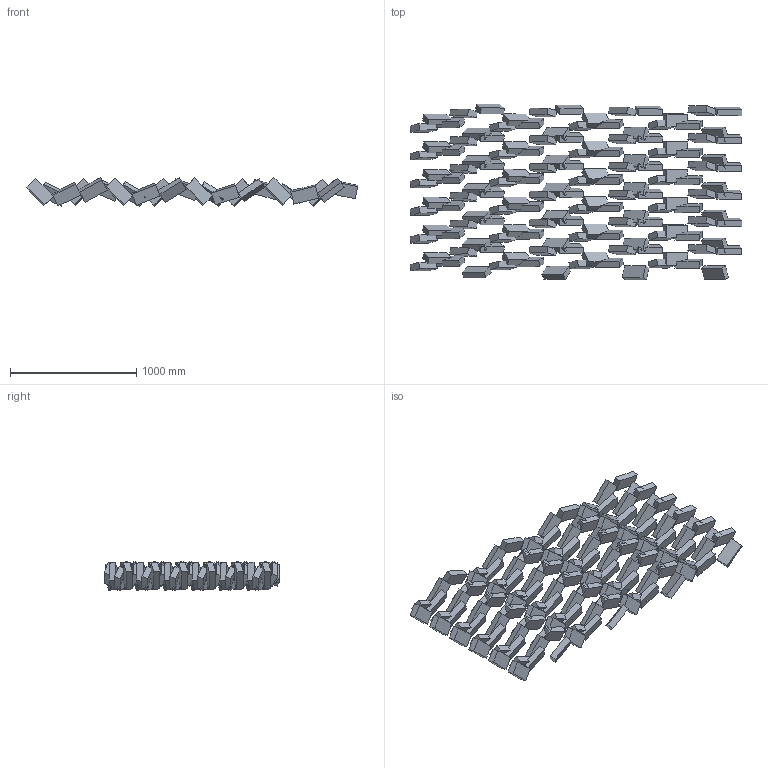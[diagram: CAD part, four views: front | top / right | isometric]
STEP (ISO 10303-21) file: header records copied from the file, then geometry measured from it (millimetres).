
FILE_DESCRIPTION(('Open CASCADE Model'),'2;1');
FILE_NAME('Open CASCADE Shape Model','2024-05-26T11:57:26',('Author'),( 'Open CASCADE'),'Open CASCADE STEP processor 7.7','Open CASCADE 7.7' ,'Unknown');
FILE_SCHEMA(('AUTOMOTIVE_DESIGN { 1 0 10303 214 1 1 1 1 }'));
Length unit declared in the file: millimetre
Products named in the file (54): Open CASCADE STEP translator 7.7 125; Open CASCADE STEP translator 7.7 125.1; Open CASCADE STEP translator 7.7 125.2; Open CASCADE STEP translator 7.7 125.3; Open CASCADE STEP translator 7.7 125.4; Open CASCADE STEP translator 7.7 125.5; Open CASCADE STEP translator 7.7 125.6; Open CASCADE STEP translator 7.7 125.7; Open CASCADE STEP translator 7.7 125.8; Open CASCADE STEP translator 7.7 125.9; Open CASCADE STEP translator 7.7 125.10; Open CASCADE STEP translator 7.7 125.11; Open CASCADE STEP translator 7.7 125.12; Open CASCADE STEP translator 7.7 125.13; Open CASCADE STEP translator 7.7 125.14; Open CASCADE STEP translator 7.7 125.15; Open CASCADE STEP translator 7.7 125.16; Open CASCADE STEP translator 7.7 125.17; Open CASCADE STEP translator 7.7 125.18; Open CASCADE STEP translator 7.7 125.19; Open CASCADE STEP translator 7.7 125.20; Open CASCADE STEP translator 7.7 125.21; Open CASCADE STEP translator 7.7 125.22; Open CASCADE STEP translator 7.7 125.23; Open CASCADE STEP translator 7.7 125.24; Open CASCADE STEP translator 7.7 125.25; Open CASCADE STEP translator 7.7 125.26; Open CASCADE STEP translator 7.7 125.27; Open CASCADE STEP translator 7.7 125.28; Open CASCADE STEP translator 7.7 125.29; Open CASCADE STEP translator 7.7 125.30; Open CASCADE STEP translator 7.7 125.31; Open CASCADE STEP translator 7.7 125.32; Open CASCADE STEP translator 7.7 125.33; Open CASCADE STEP translator 7.7 125.34; Open CASCADE STEP translator 7.7 125.35; Open CASCADE STEP translator 7.7 125.36; Open CASCADE STEP translator 7.7 125.37; Open CASCADE STEP translator 7.7 125.38; Open CASCADE STEP translator 7.7 125.39 ...
Assembly tree (53 placements, depth 2):
  Open CASCADE STEP translator 7.7 125
    Open CASCADE STEP translator 7.7 125.1
    Open CASCADE STEP translator 7.7 125.2
    Open CASCADE STEP translator 7.7 125.3
    Open CASCADE STEP translator 7.7 125.4
    Open CASCADE STEP translator 7.7 125.5
    Open CASCADE STEP translator 7.7 125.6
    Open CASCADE STEP translator 7.7 125.7
    Open CASCADE STEP translator 7.7 125.8
    Open CASCADE STEP translator 7.7 125.9
    Open CASCADE STEP translator 7.7 125.10
    Open CASCADE STEP translator 7.7 125.11
    Open CASCADE STEP translator 7.7 125.12
    Open CASCADE STEP translator 7.7 125.13
    Open CASCADE STEP translator 7.7 125.14
    Open CASCADE STEP translator 7.7 125.15
    Open CASCADE STEP translator 7.7 125.16
    Open CASCADE STEP translator 7.7 125.17
    Open CASCADE STEP translator 7.7 125.18
    Open CASCADE STEP translator 7.7 125.19
    Open CASCADE STEP translator 7.7 125.20
    Open CASCADE STEP translator 7.7 125.21
    Open CASCADE STEP translator 7.7 125.22
    Open CASCADE STEP translator 7.7 125.23
    Open CASCADE STEP translator 7.7 125.24
    Open CASCADE STEP translator 7.7 125.25
    Open CASCADE STEP translator 7.7 125.26
    Open CASCADE STEP translator 7.7 125.27
    Open CASCADE STEP translator 7.7 125.28
    Open CASCADE STEP translator 7.7 125.29
    Open CASCADE STEP translator 7.7 125.30
    Open CASCADE STEP translator 7.7 125.31
    Open CASCADE STEP translator 7.7 125.32
    Open CASCADE STEP translator 7.7 125.33
    Open CASCADE STEP translator 7.7 125.34
    Open CASCADE STEP translator 7.7 125.35
    Open CASCADE STEP translator 7.7 125.36
    Open CASCADE STEP translator 7.7 125.37
    Open CASCADE STEP translator 7.7 125.38
    Open CASCADE STEP translator 7.7 125.39
    Open CASCADE STEP translator 7.7 125.40
    Open CASCADE STEP translator 7.7 125.41
    Open CASCADE STEP translator 7.7 125.42
    Open CASCADE STEP translator 7.7 125.43
    Open CASCADE STEP translator 7.7 125.44
    Open CASCADE STEP translator 7.7 125.45
    Open CASCADE STEP translator 7.7 125.46
    Open CASCADE STEP translator 7.7 125.47
    Open CASCADE STEP translator 7.7 125.48
    Open CASCADE STEP translator 7.7 125.49
    Open CASCADE STEP translator 7.7 125.50
    Open CASCADE STEP translator 7.7 125.51
    Open CASCADE STEP translator 7.7 125.52
    Open CASCADE STEP translator 7.7 125.53
Bounding box: 2632.53 x 1394.26 x 229.24 mm (x, y, z)
Volume: 133614793 mm3; surface area: 8681182.4 mm2
Topology: 53 solids, 53 shells, 998 faces, 2631 edges, 1754 vertices
Faces by surface type: plane 998
Entity records: 63714 total; most frequent: CARTESIAN_POINT 12227, DIRECTION 8469, LINE 6365, VECTOR 6365, ORIENTED_EDGE 5262, PCURVE 5262, DEFINITIONAL_REPRESENTATION 5262, EDGE_CURVE 2631
